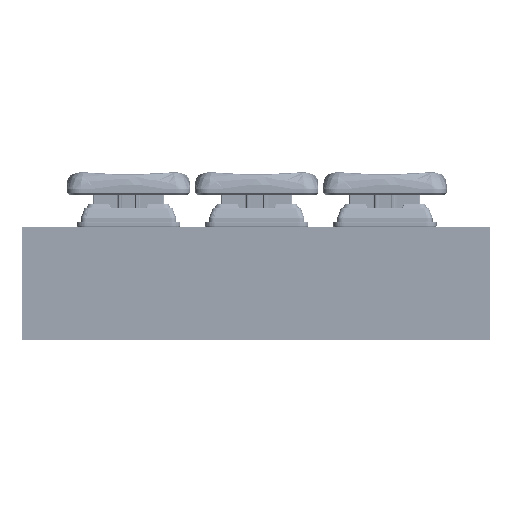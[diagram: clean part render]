
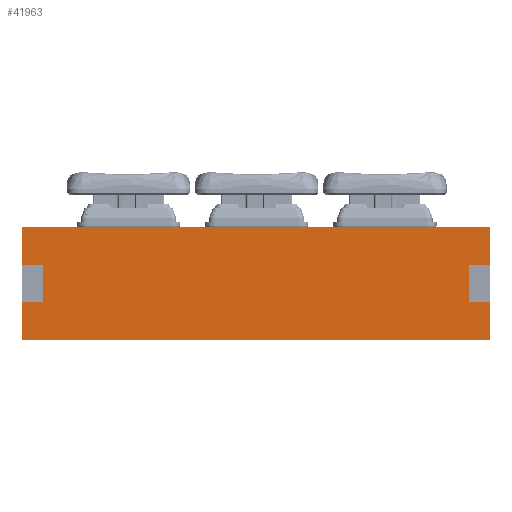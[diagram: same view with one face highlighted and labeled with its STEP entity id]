
A CAD part, front view. The second image highlights one B-rep face of the part: STEP entity #41963.
In plain terms, the highlighted planar face has unit normal (0, -1, 0).
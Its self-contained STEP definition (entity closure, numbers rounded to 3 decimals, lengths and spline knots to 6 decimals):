
#6882=LINE('',#70822,#10962);
#6886=LINE('',#70831,#10966);
#6900=LINE('',#70859,#10980);
#6901=LINE('',#70862,#10981);
#6902=LINE('',#70863,#10982);
#6903=LINE('',#70865,#10983);
#6904=LINE('',#70867,#10984);
#6905=LINE('',#70869,#10985);
#6906=LINE('',#70871,#10986);
#6907=LINE('',#70872,#10987);
#6908=LINE('',#70874,#10988);
#6909=LINE('',#70876,#10989);
#10962=VECTOR('',#58211,1.);
#10966=VECTOR('',#58217,1.);
#10980=VECTOR('',#58235,1.);
#10981=VECTOR('',#58236,1.);
#10982=VECTOR('',#58237,1.);
#10983=VECTOR('',#58238,1.);
#10984=VECTOR('',#58239,1.);
#10985=VECTOR('',#58240,1.);
#10986=VECTOR('',#58241,1.);
#10987=VECTOR('',#58242,1.);
#10988=VECTOR('',#58243,1.);
#10989=VECTOR('',#58244,1.);
#19746=ORIENTED_EDGE('',*,*,#27075,.F.);
#19747=ORIENTED_EDGE('',*,*,#27076,.T.);
#19748=ORIENTED_EDGE('',*,*,#27061,.T.);
#19749=ORIENTED_EDGE('',*,*,#27077,.F.);
#19750=ORIENTED_EDGE('',*,*,#27078,.F.);
#19751=ORIENTED_EDGE('',*,*,#27079,.T.);
#19752=ORIENTED_EDGE('',*,*,#27080,.F.);
#19753=ORIENTED_EDGE('',*,*,#27081,.F.);
#19754=ORIENTED_EDGE('',*,*,#27057,.F.);
#19755=ORIENTED_EDGE('',*,*,#27082,.F.);
#19756=ORIENTED_EDGE('',*,*,#27083,.T.);
#19757=ORIENTED_EDGE('',*,*,#27084,.F.);
#27057=EDGE_CURVE('',#31369,#31370,#6882,.T.);
#27061=EDGE_CURVE('',#31373,#31374,#6886,.T.);
#27075=EDGE_CURVE('',#31385,#31386,#6900,.T.);
#27076=EDGE_CURVE('',#31385,#31373,#6901,.T.);
#27077=EDGE_CURVE('',#31387,#31374,#6902,.T.);
#27078=EDGE_CURVE('',#31388,#31387,#6903,.T.);
#27079=EDGE_CURVE('',#31388,#31389,#6904,.T.);
#27080=EDGE_CURVE('',#31390,#31389,#6905,.T.);
#27081=EDGE_CURVE('',#31370,#31390,#6906,.T.);
#27082=EDGE_CURVE('',#31391,#31369,#6907,.T.);
#27083=EDGE_CURVE('',#31391,#31392,#6908,.T.);
#27084=EDGE_CURVE('',#31386,#31392,#6909,.T.);
#31369=VERTEX_POINT('',#70823);
#31370=VERTEX_POINT('',#70824);
#31373=VERTEX_POINT('',#70832);
#31374=VERTEX_POINT('',#70833);
#31385=VERTEX_POINT('',#70860);
#31386=VERTEX_POINT('',#70861);
#31387=VERTEX_POINT('',#70864);
#31388=VERTEX_POINT('',#70866);
#31389=VERTEX_POINT('',#70868);
#31390=VERTEX_POINT('',#70870);
#31391=VERTEX_POINT('',#70873);
#31392=VERTEX_POINT('',#70875);
#35529=EDGE_LOOP('',(#19746,#19747,#19748,#19749,#19750,#19751,#19752,#19753,
#19754,#19755,#19756,#19757));
#38094=FACE_BOUND('',#35529,.T.);
#39917=PLANE('',#48522);
#41963=ADVANCED_FACE('',(#38094),#39917,.T.);
#48522=AXIS2_PLACEMENT_3D('',#70858,#58233,#58234);
#58211=DIRECTION('',(0.,0.,1.));
#58217=DIRECTION('',(0.,0.,1.));
#58233=DIRECTION('',(0.,-1.,0.));
#58234=DIRECTION('',(1.,0.,0.));
#58235=DIRECTION('',(0.,0.,-1.));
#58236=DIRECTION('',(1.,0.,0.));
#58237=DIRECTION('',(1.,0.,0.));
#58238=DIRECTION('',(0.,0.,1.));
#58239=DIRECTION('',(1.,0.,0.));
#58240=DIRECTION('',(0.,0.,1.));
#58241=DIRECTION('',(1.,0.,0.));
#58242=DIRECTION('',(-1.,0.,0.));
#58243=DIRECTION('',(0.,0.,1.));
#58244=DIRECTION('',(1.,0.,0.));
#70822=CARTESIAN_POINT('',(-0.03395,-0.03245,-0.000852));
#70823=CARTESIAN_POINT('',(-0.03395,-0.03245,-0.00085));
#70824=CARTESIAN_POINT('',(-0.03395,-0.03245,0.0046));
#70831=CARTESIAN_POINT('',(0.03395,-0.03245,-0.000852));
#70832=CARTESIAN_POINT('',(0.03395,-0.03245,0.01005));
#70833=CARTESIAN_POINT('',(0.03395,-0.03245,0.0155));
#70858=CARTESIAN_POINT('',(0.,-0.03245,-0.000852));
#70859=CARTESIAN_POINT('',(0.03095,-0.03245,0.007325));
#70860=CARTESIAN_POINT('',(0.03095,-0.03245,0.01005));
#70861=CARTESIAN_POINT('',(0.03095,-0.03245,0.0046));
#70862=CARTESIAN_POINT('',(0.03245,-0.03245,0.01005));
#70863=CARTESIAN_POINT('',(0.,-0.03245,0.0155));
#70864=CARTESIAN_POINT('',(-0.03395,-0.03245,0.0155));
#70865=CARTESIAN_POINT('',(-0.03395,-0.03245,-0.000852));
#70866=CARTESIAN_POINT('',(-0.03395,-0.03245,0.01005));
#70867=CARTESIAN_POINT('',(-0.03245,-0.03245,0.01005));
#70868=CARTESIAN_POINT('',(-0.03095,-0.03245,0.01005));
#70869=CARTESIAN_POINT('',(-0.03095,-0.03245,-0.000852));
#70870=CARTESIAN_POINT('',(-0.03095,-0.03245,0.0046));
#70871=CARTESIAN_POINT('',(-0.03245,-0.03245,0.0046));
#70872=CARTESIAN_POINT('',(0.,-0.03245,-0.00085));
#70873=CARTESIAN_POINT('',(0.03395,-0.03245,-0.00085));
#70874=CARTESIAN_POINT('',(0.03395,-0.03245,-0.000852));
#70875=CARTESIAN_POINT('',(0.03395,-0.03245,0.0046));
#70876=CARTESIAN_POINT('',(0.03245,-0.03245,0.0046));
